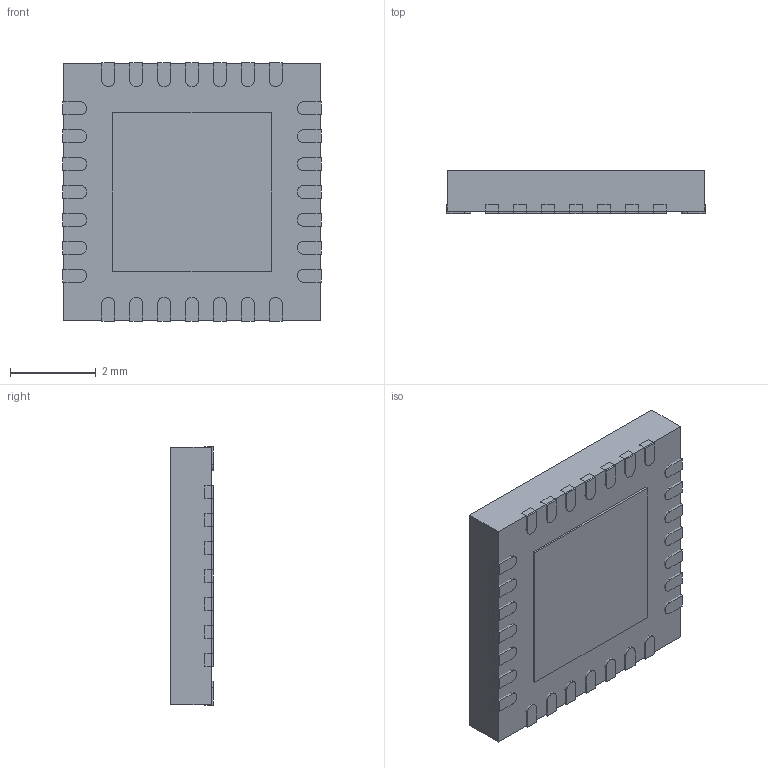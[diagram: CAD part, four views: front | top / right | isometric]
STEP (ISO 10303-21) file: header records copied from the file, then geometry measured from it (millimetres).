
FILE_DESCRIPTION (( 'STEP AP214' ), '1' );
FILE_NAME ('User Library-QFN 28-Pin 0.65mm Pitch.STEP', '2020-02-14T07:43:57', ( '' ), ( '' ), 'SwSTEP 2.0', 'SolidWorks 2019', '' );
FILE_SCHEMA (( 'AUTOMOTIVE_DESIGN' ));
Length unit declared in the file: centimetre
Products named in the file (1): User Library-QFN 28-Pin 0.65mm Pitch
Bounding box: 6.02 x 1 x 6.02 mm (x, y, z)
Volume: 35.8 mm3; surface area: 141.1 mm2
Topology: 31 solids, 31 shells, 191 faces, 387 edges, 258 vertices
Faces by surface type: plane 154, cylinder 37
Entity records: 5259 total; most frequent: DIRECTION 845, CARTESIAN_POINT 837, ORIENTED_EDGE 774, EDGE_CURVE 387, LINE 313, VECTOR 313, AXIS2_PLACEMENT_3D 266, VERTEX_POINT 258
